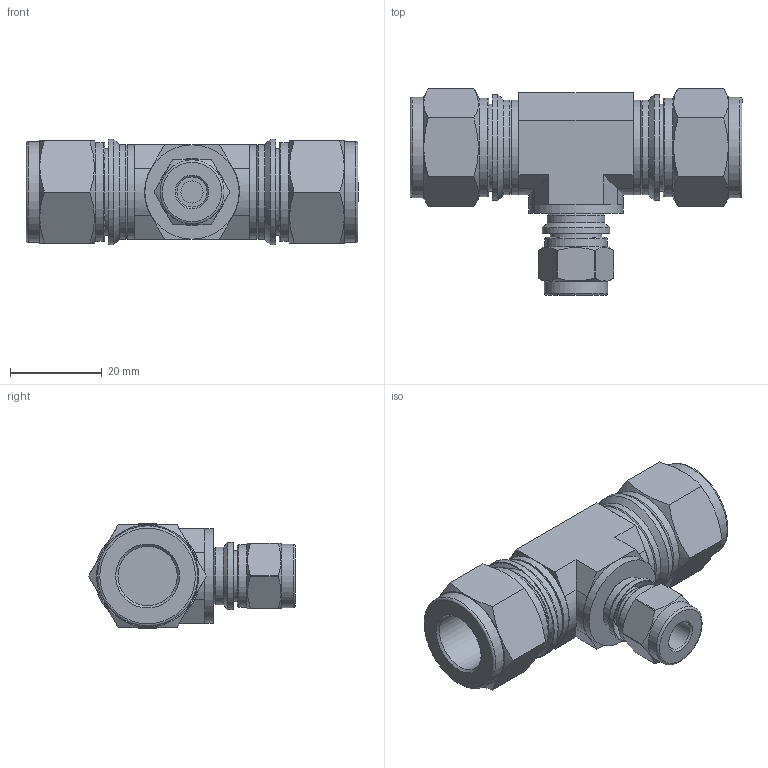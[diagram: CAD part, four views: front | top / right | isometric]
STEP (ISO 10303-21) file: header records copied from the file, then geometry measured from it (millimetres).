
FILE_DESCRIPTION(/* description */ (''),/* implementation_level */ '2;1');
FILE_NAME(/* name */ 'SRUTI-8-4.stp',/* time_stamp */ '2022-07-01T14:11:37+09:00',/* author */ ('user'),/* organization */ (''),/* preprocessor_version */ 'ST-DEVELOPER v18.1',/* originating_system */ 'Autodesk Inventor 2022',/* authorisation */ '');
FILE_SCHEMA (('AUTOMOTIVE_DESIGN { 1 0 10303 214 3 1 1 }'));
Length unit declared in the file: millimetre
Products named in the file (1): SRUT-8-4
Bounding box: 72.2 x 44.98 x 23 mm (x, y, z)
Volume: 25119.3 mm3; surface area: 11511.8 mm2
Topology: 1 solids, 1 shells, 134 faces, 295 edges, 186 vertices
Faces by surface type: plane 56, cylinder 38, cone 34, torus 6
Full cylindrical faces by diameter (mm): 4.826 x1, 6.55 x1, 9.4 x1, 10.1 x1, 11.113 x1, 12.6 x1, 12.9 x2, 13.6 x1, 13.9 x1, 14.6 x1, 17.2 x2, 17.7 x2, 18.9 x2, 20.5 x3, 20.6 x2, 21.5 x2, 21.8 x2, 23 x2
Entity records: 3676 total; most frequent: CARTESIAN_POINT 712, DIRECTION 637, ORIENTED_EDGE 590, EDGE_CURVE 295, AXIS2_PLACEMENT_3D 255, VERTEX_POINT 186, EDGE_LOOP 157, FACE_OUTER_BOUND 134
